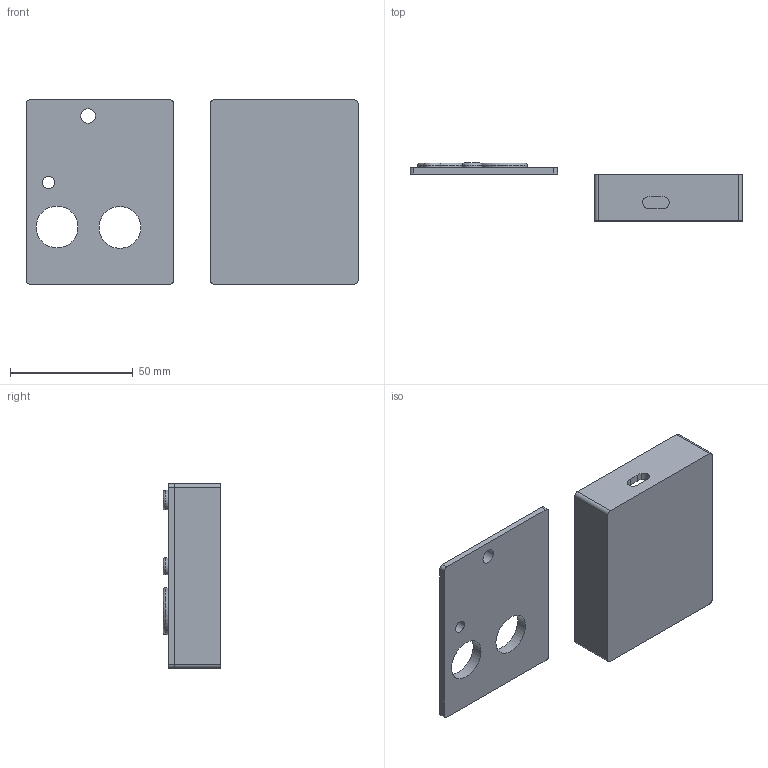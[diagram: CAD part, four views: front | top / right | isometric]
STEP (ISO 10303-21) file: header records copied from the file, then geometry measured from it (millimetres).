
FILE_DESCRIPTION(/* description */ (''),/* implementation_level */ '2;1');
FILE_NAME(/* name */ 'zsharpminor-SmartBell-Case-FINAL.step',/* time_stamp */ '2025-12-02T20:45:33-08:00',/* author */ (''),/* organization */ (''),/* preprocessor_version */ 'ST-DEVELOPER v20.1',/* originating_system */ 'Autodesk Translation Framework v14.21.0.0',/* authorisation */ '');
FILE_SCHEMA (('AUTOMOTIVE_DESIGN { 1 0 10303 214 3 1 1 }'));
Length unit declared in the file: millimetre
Products named in the file (1): 2025-12-02-18-10-12-526
Bounding box: 135 x 23.5 x 75 mm (x, y, z)
Volume: 36855.3 mm3; surface area: 27559.8 mm2
Topology: 2 solids, 2 shells, 374 faces, 1035 edges, 690 vertices
Faces by surface type: bspline 197, plane 152, cylinder 21, torus 4
Full cylindrical faces by diameter (mm): 5 x1, 6 x1, 7 x1, 8 x1, 17 x2, 19 x2
Entity records: 13755 total; most frequent: CARTESIAN_POINT 5449, ORIENTED_EDGE 2070, DIRECTION 1051, EDGE_CURVE 1035, VERTEX_POINT 690, LINE 587, VECTOR 587, EDGE_LOOP 409
